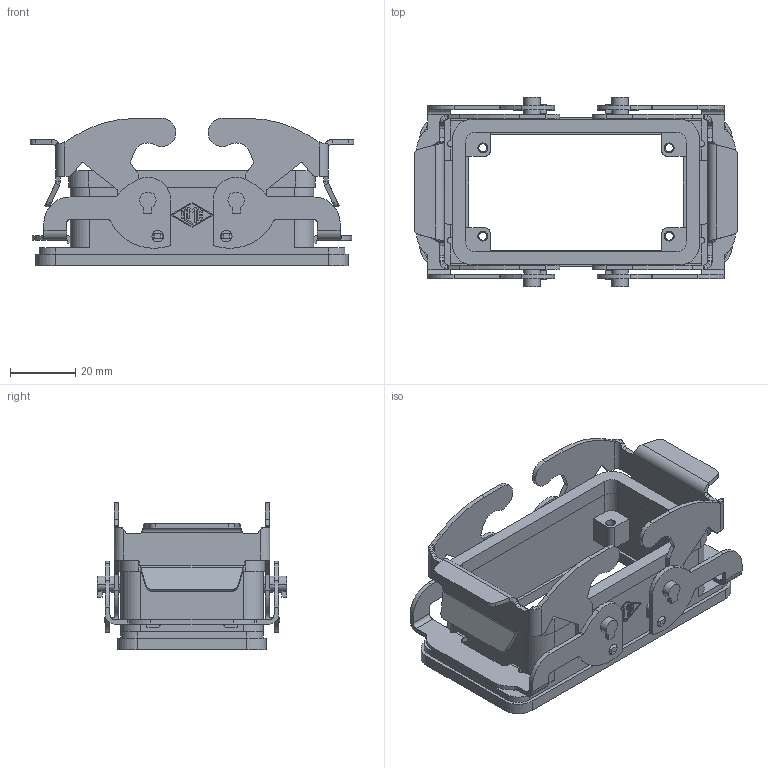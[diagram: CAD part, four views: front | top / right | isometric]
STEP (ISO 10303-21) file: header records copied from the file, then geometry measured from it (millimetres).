
FILE_DESCRIPTION(('Creo Elements/Direct Modeling STEP Export'),'2;1');
FILE_NAME('JCVI 10.stp','2012-10-15T 9:20:56',(''),(''),'Creo Elements/Direct Modeling STEP processor for AP214 (Solid Model)','Creo Elements/Direct Modeling 18.0B 02-Dec-2011 (C) Parametric Technology GmbH','');
FILE_SCHEMA(('AUTOMOTIVE_DESIGN { 1 0 10303 214 1 1 1 1 }'));
Length unit declared in the file: millimetre
Products named in the file (4): MSBO9937; MSBO7981; MSBO5977; g1
Assembly tree (3 placements, depth 2):
  g1
    MSBO5977
    MSBO7981
    MSBO9937
Bounding box: 98.97 x 58 x 45 mm (x, y, z)
Volume: 38361.4 mm3; surface area: 34744 mm2
Topology: 3 solids, 3 shells, 585 faces, 1634 edges, 1077 vertices
Faces by surface type: plane 291, cylinder 266, bspline 28
Entity records: 26759 total; most frequent: CARTESIAN_POINT 6759, ORIENTED_EDGE 3268, DIRECTION 3133, EDGE_CURVE 1634, VERTEX_POINT 1077, AXIS2_PLACEMENT_3D 1045, VECTOR 1043, LINE 1043
